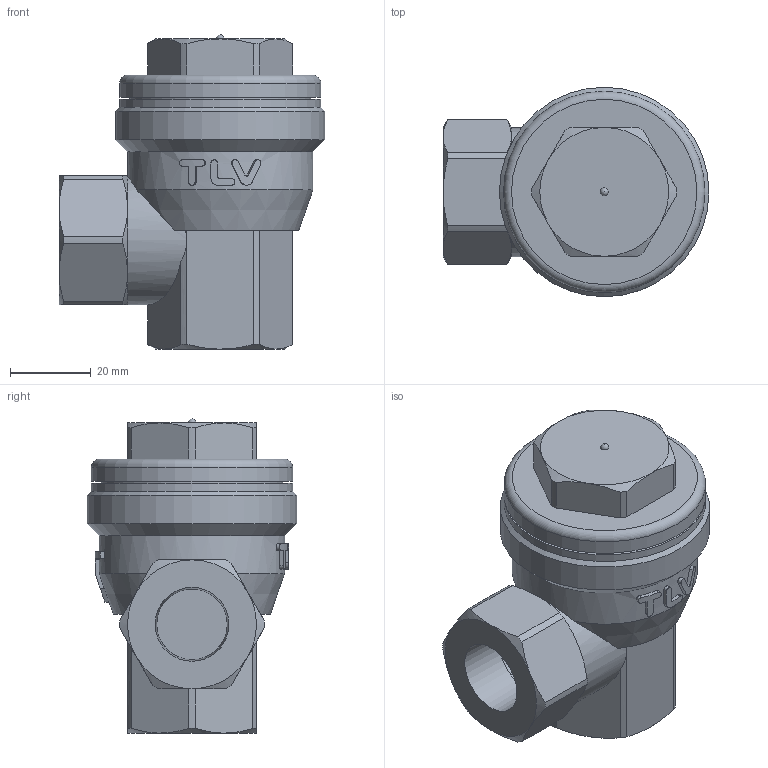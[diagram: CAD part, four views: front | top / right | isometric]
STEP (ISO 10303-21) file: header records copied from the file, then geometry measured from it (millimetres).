
FILE_DESCRIPTION((''),'2;1');
FILE_NAME('lv13l-020-screw-00.stp','2010-01-20T09:36:17',('nakaot'),(''),'Autodesk Inventor 2008','Autodesk Inventor 2008','');
FILE_SCHEMA(('AUTOMOTIVE_DESIGN { 1 0 10303 214 1 1 1 1 }'));
Length unit declared in the file: millimetre
Products named in the file (1): lv13l-020-screw-00
Bounding box: 66 x 52 x 78 mm (x, y, z)
Volume: 115124.1 mm3; surface area: 18104.8 mm2
Topology: 1 solids, 1 shells, 128 faces, 318 edges, 202 vertices
Faces by surface type: plane 43, cylinder 32, cone 28, bspline 23, sphere 1, torus 1
Full cylindrical faces by diameter (mm): 32 x1, 45 x1, 46 x1, 50 x2, 52 x1
Entity records: 8758 total; most frequent: CARTESIAN_POINT 6018, ORIENTED_EDGE 600, DIRECTION 509, EDGE_CURVE 300, AXIS2_PLACEMENT_3D 207, VERTEX_POINT 197, EDGE_LOOP 151, FACE_OUTER_BOUND 128
